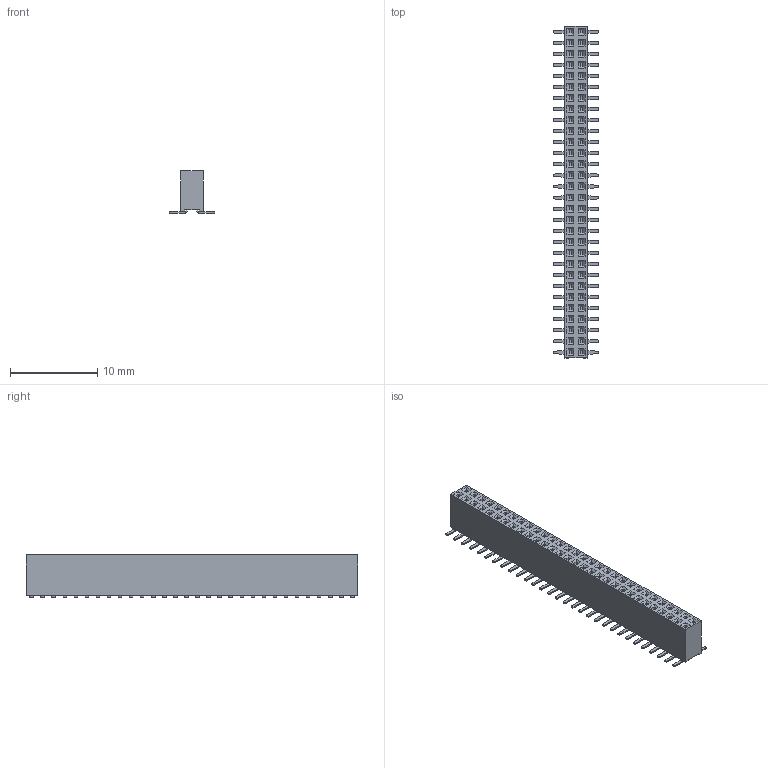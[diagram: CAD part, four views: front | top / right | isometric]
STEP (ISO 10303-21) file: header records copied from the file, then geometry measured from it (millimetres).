
FILE_DESCRIPTION(/* description */ ('model of PinSocket_2x30_P1.27mm_Vertical_SMD'),/* implementation_level */ '2;1');
FILE_NAME(/* name */ 'PinSocket_2x30_P1.27mm_Vertical_SMD.step',/* time_stamp */ '2017-11-27T05:05:17',/* author */ ('Terje Io','https://github.com/terjeio'),/* organization */ ('FreeCAD'),/* preprocessor_version */ 'OCC',/* originating_system */ 'kicad StepUp',/* authorisation */ '');
FILE_SCHEMA(('AUTOMOTIVE_DESIGN_CC2 { 1 2 10303 214 -1 1 5 4 }'));
Length unit declared in the file: millimetre
Products named in the file (1): PinSocket_2x30_P127mm_Vertical_SMD
Bounding box: 5.18 x 38.1 x 4.83 mm (x, y, z)
Volume: 404.3 mm3; surface area: 1119.6 mm2
Topology: 1 solids, 1 shells, 2110 faces, 5304 edges, 3376 vertices
Faces by surface type: plane 1930, cylinder 180
Entity records: 40333 total; most frequent: ORIENTED_EDGE 8676, EDGE_CURVE 5304, CARTESIAN_POINT 4997, LINE 4702, VERTEX_POINT 3376, FACE_BOUND 2290, EDGE_LOOP 2290, AXIS2_PLACEMENT_3D 2140
